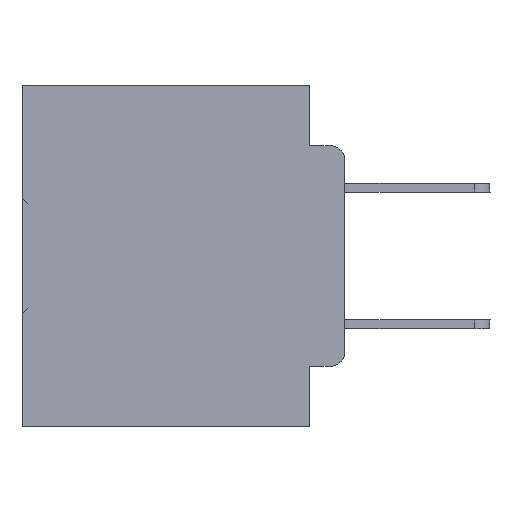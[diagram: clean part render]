
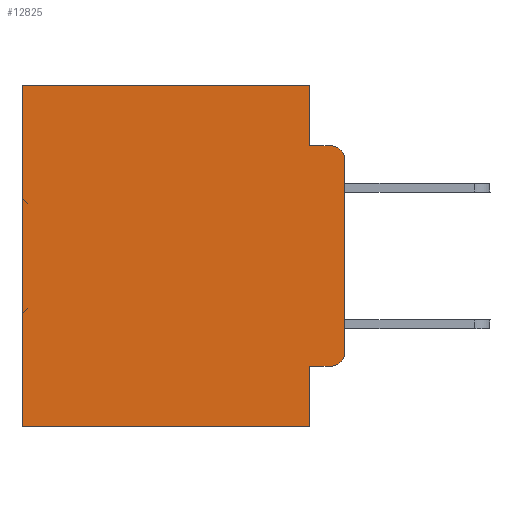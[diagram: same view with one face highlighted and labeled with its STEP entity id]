
A CAD part, left-side view. The second image highlights one B-rep face of the part: STEP entity #12825.
In plain terms, the highlighted planar face has unit normal (-1, 0, 0).
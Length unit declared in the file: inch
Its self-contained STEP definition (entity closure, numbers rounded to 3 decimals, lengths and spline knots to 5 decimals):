
#168 = CARTESIAN_POINT ( 'NONE',  ( 0.298, 0., -0.1085 ) ) ;
#662 = ORIENTED_EDGE ( 'NONE', *, *, #2896, .T. ) ;
#737 = DIRECTION ( 'NONE',  ( 0., 0., -1. ) ) ;
#1112 = EDGE_CURVE ( 'NONE', #32749, #2434, #32557, .T. ) ;
#1245 = DIRECTION ( 'NONE',  ( 0., 0., -1. ) ) ;
#1389 = CARTESIAN_POINT ( 'NONE',  ( 0.298, 0.051, -0.0885 ) ) ;
#2240 = CARTESIAN_POINT ( 'NONE',  ( 0.298, 0.473, 0. ) ) ;
#2434 = VERTEX_POINT ( 'NONE', #27988 ) ;
#2678 = LINE ( 'NONE', #23923, #6398 ) ;
#2896 = EDGE_CURVE ( 'NONE', #25729, #14852, #32151, .T. ) ;
#3003 = DIRECTION ( 'NONE',  ( 0., -1., 0. ) ) ;
#3119 = ORIENTED_EDGE ( 'NONE', *, *, #30802, .T. ) ;
#3677 = LINE ( 'NONE', #6744, #7000 ) ;
#4382 = CARTESIAN_POINT ( 'NONE',  ( 0.298, 0.051, -0.5 ) ) ;
#5105 = FACE_OUTER_BOUND ( 'NONE', #24749, .T. ) ;
#5512 = ORIENTED_EDGE ( 'NONE', *, *, #37585, .F. ) ;
#6398 = VECTOR ( 'NONE', #737, 39.37008 ) ;
#6744 = CARTESIAN_POINT ( 'NONE',  ( 0.298, 0.051, -0.4115 ) ) ;
#7000 = VECTOR ( 'NONE', #33346, 39.37008 ) ;
#7005 = EDGE_CURVE ( 'NONE', #32749, #14852, #25989, .T. ) ;
#7162 = CARTESIAN_POINT ( 'NONE',  ( 0.298, 0., -0.3915 ) ) ;
#7247 = CARTESIAN_POINT ( 'NONE',  ( 0.298, 0.051, -0.4115 ) ) ;
#7256 = VECTOR ( 'NONE', #1245, 39.37008 ) ;
#7268 = EDGE_CURVE ( 'NONE', #28600, #9301, #28055, .T. ) ;
#7893 = ORIENTED_EDGE ( 'NONE', *, *, #7268, .T. ) ;
#9214 = ORIENTED_EDGE ( 'NONE', *, *, #25636, .F. ) ;
#9301 = VERTEX_POINT ( 'NONE', #27014 ) ;
#9317 = CARTESIAN_POINT ( 'NONE',  ( 0.298, 0.02, -0.4115 ) ) ;
#9483 = AXIS2_PLACEMENT_3D ( 'NONE', #34784, #22915, #17160 ) ;
#10042 = VECTOR ( 'NONE', #3003, 39.37008 ) ;
#10509 = DIRECTION ( 'NONE',  ( -1., 0., 0. ) ) ;
#10565 = ORIENTED_EDGE ( 'NONE', *, *, #1112, .T. ) ;
#11043 = PLANE ( 'NONE',  #9483 ) ;
#11217 = EDGE_CURVE ( 'NONE', #21679, #9301, #11272, .T. ) ;
#11272 = LINE ( 'NONE', #22959, #27043 ) ;
#12593 = DIRECTION ( 'NONE',  ( 0., 0., -1. ) ) ;
#12825 = ADVANCED_FACE ( 'NONE', ( #5105 ), #11043, .F. ) ;
#12980 = AXIS2_PLACEMENT_3D ( 'NONE', #34200, #16775, #34020 ) ;
#13688 = CARTESIAN_POINT ( 'NONE',  ( 0.298, 0.473, 0. ) ) ;
#14108 = CARTESIAN_POINT ( 'NONE',  ( 0.298, 0., 0. ) ) ;
#14852 = VERTEX_POINT ( 'NONE', #7162 ) ;
#15648 = CARTESIAN_POINT ( 'NONE',  ( 0.298, 0.051, 0. ) ) ;
#15864 = VERTEX_POINT ( 'NONE', #1389 ) ;
#16775 = DIRECTION ( 'NONE',  ( -1., 0., 0. ) ) ;
#17160 = DIRECTION ( 'NONE',  ( 0., 0., -1. ) ) ;
#17561 = LINE ( 'NONE', #29243, #10042 ) ;
#18086 = EDGE_CURVE ( 'NONE', #27714, #15864, #2678, .T. ) ;
#20884 = ORIENTED_EDGE ( 'NONE', *, *, #18086, .F. ) ;
#21303 = VECTOR ( 'NONE', #25785, 39.37008 ) ;
#21679 = VERTEX_POINT ( 'NONE', #4382 ) ;
#22874 = VECTOR ( 'NONE', #12593, 39.37008 ) ;
#22915 = DIRECTION ( 'NONE',  ( 1., 0., 0. ) ) ;
#22959 = CARTESIAN_POINT ( 'NONE',  ( 0.298, 0., -0.5 ) ) ;
#23923 = CARTESIAN_POINT ( 'NONE',  ( 0.298, 0.051, 0. ) ) ;
#24749 = EDGE_LOOP ( 'NONE', ( #31162, #10565, #9214, #20884, #3119, #7893, #27854, #5512, #35770, #662 ) ) ;
#25300 = VERTEX_POINT ( 'NONE', #7247 ) ;
#25489 = CARTESIAN_POINT ( 'NONE',  ( 0.298, 0., 0. ) ) ;
#25636 = EDGE_CURVE ( 'NONE', #15864, #2434, #17561, .T. ) ;
#25729 = VERTEX_POINT ( 'NONE', #9317 ) ;
#25785 = DIRECTION ( 'NONE',  ( 0., 0., -1. ) ) ;
#25989 = LINE ( 'NONE', #14108, #21303 ) ;
#26449 = VECTOR ( 'NONE', #28718, 39.37008 ) ;
#27014 = CARTESIAN_POINT ( 'NONE',  ( 0.298, 0.473, -0.5 ) ) ;
#27043 = VECTOR ( 'NONE', #28127, 39.37008 ) ;
#27714 = VERTEX_POINT ( 'NONE', #29505 ) ;
#27854 = ORIENTED_EDGE ( 'NONE', *, *, #11217, .F. ) ;
#27937 = CARTESIAN_POINT ( 'NONE',  ( 0.298, 0.02, -0.3915 ) ) ;
#27988 = CARTESIAN_POINT ( 'NONE',  ( 0.298, 0.02, -0.0885 ) ) ;
#28055 = LINE ( 'NONE', #13688, #7256 ) ;
#28127 = DIRECTION ( 'NONE',  ( 0., 1., 0. ) ) ;
#28600 = VERTEX_POINT ( 'NONE', #2240 ) ;
#28718 = DIRECTION ( 'NONE',  ( 0., 1., 0. ) ) ;
#29243 = CARTESIAN_POINT ( 'NONE',  ( 0.298, 0.051, -0.0885 ) ) ;
#29505 = CARTESIAN_POINT ( 'NONE',  ( 0.298, 0.051, 0. ) ) ;
#30802 = EDGE_CURVE ( 'NONE', #27714, #28600, #34269, .T. ) ;
#31162 = ORIENTED_EDGE ( 'NONE', *, *, #7005, .F. ) ;
#32151 = CIRCLE ( 'NONE', #34598, 0.02 ) ;
#32437 = EDGE_CURVE ( 'NONE', #25300, #25729, #3677, .T. ) ;
#32557 = CIRCLE ( 'NONE', #12980, 0.02 ) ;
#32749 = VERTEX_POINT ( 'NONE', #168 ) ;
#33346 = DIRECTION ( 'NONE',  ( 0., -1., 0. ) ) ;
#33862 = DIRECTION ( 'NONE',  ( 0., 0., -1. ) ) ;
#34020 = DIRECTION ( 'NONE',  ( 0., 0., -1. ) ) ;
#34200 = CARTESIAN_POINT ( 'NONE',  ( 0.298, 0.02, -0.1085 ) ) ;
#34269 = LINE ( 'NONE', #25489, #26449 ) ;
#34598 = AXIS2_PLACEMENT_3D ( 'NONE', #27937, #10509, #33862 ) ;
#34784 = CARTESIAN_POINT ( 'NONE',  ( 0.298, 0., 0. ) ) ;
#35770 = ORIENTED_EDGE ( 'NONE', *, *, #32437, .T. ) ;
#36491 = LINE ( 'NONE', #15648, #22874 ) ;
#37585 = EDGE_CURVE ( 'NONE', #25300, #21679, #36491, .T. ) ;
